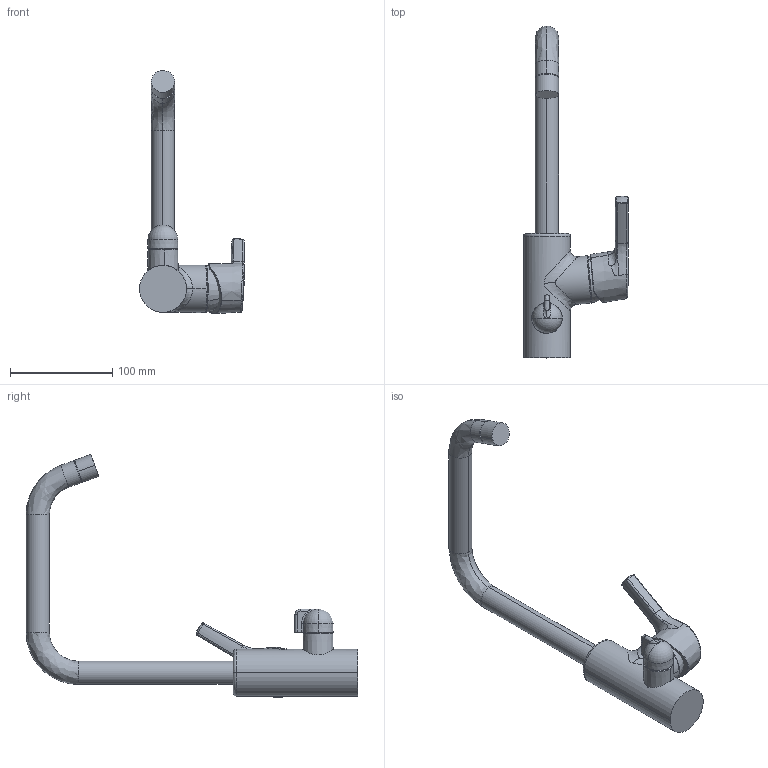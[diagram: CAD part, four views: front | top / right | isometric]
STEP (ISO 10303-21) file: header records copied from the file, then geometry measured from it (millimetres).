
FILE_DESCRIPTION (( 'STEP AP203' ), '1' );
FILE_NAME ('3936FH(2018)+56492203.STEP', '2018-06-06T07:12:45', ( '' ), ( '' ), 'SwSTEP 2.0', 'SolidWorks 2016', '' );
FILE_SCHEMA (( 'CONFIG_CONTROL_DESIGN' ));
Length unit declared in the file: millimetre
Products named in the file (1): 3936FH(2018)+56492203
Bounding box: 102.94 x 325 x 238.23 mm (x, y, z)
Volume: 526627.7 mm3; surface area: 78406.8 mm2
Topology: 7 solids, 7 shells, 124 faces, 278 edges, 168 vertices
Faces by surface type: bspline 61, cylinder 23, plane 17, torus 14, cone 7, sphere 2
Entity records: 16572 total; most frequent: CARTESIAN_POINT 14200, ORIENTED_EDGE 550, DIRECTION 362, EDGE_CURVE 275, VERTEX_POINT 168, AXIS2_PLACEMENT_3D 167, B_SPLINE_CURVE_WITH_KNOTS 132, EDGE_LOOP 127
